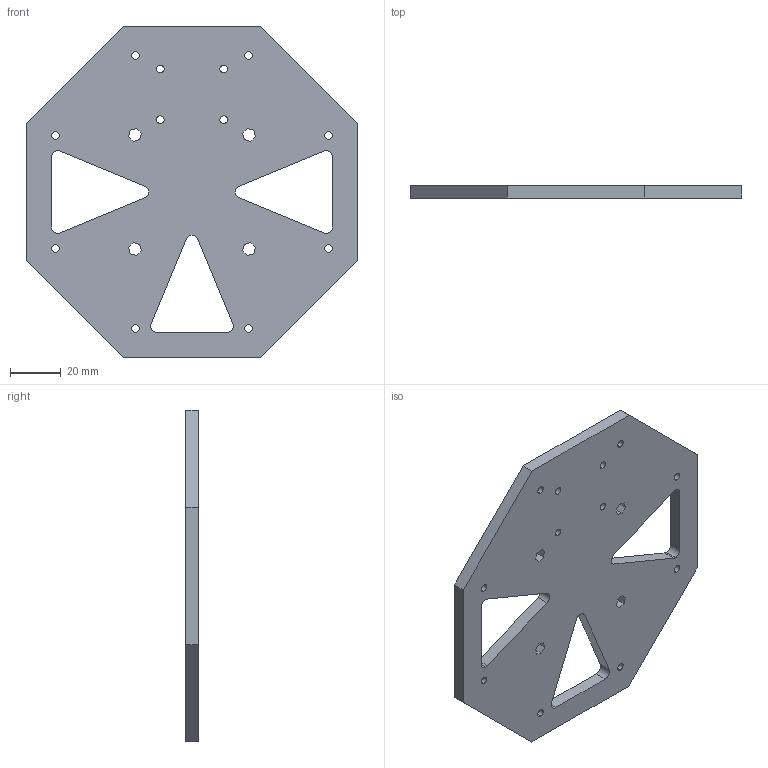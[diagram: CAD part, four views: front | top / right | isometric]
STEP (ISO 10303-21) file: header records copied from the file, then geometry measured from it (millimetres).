
FILE_DESCRIPTION (( 'STEP AP214' ), '1' );
FILE_NAME ('Top 2 10-10.STEP', '2016-10-10T17:51:38', ( '' ), ( '' ), 'SwSTEP 2.0', 'SolidWorks 2015', '' );
FILE_SCHEMA (( 'AUTOMOTIVE_DESIGN' ));
Length unit declared in the file: millimetre
Products named in the file (1): Top 2 10-10
Bounding box: 130.71 x 5 x 130.71 mm (x, y, z)
Volume: 59087.9 mm3; surface area: 28410.2 mm2
Topology: 1 solids, 1 shells, 78 faces, 228 edges, 152 vertices
Faces by surface type: plane 43, cylinder 35
Entity records: 2712 total; most frequent: CARTESIAN_POINT 459, ORIENTED_EDGE 456, DIRECTION 456, EDGE_CURVE 228, LINE 158, VECTOR 158, VERTEX_POINT 152, AXIS2_PLACEMENT_3D 149
